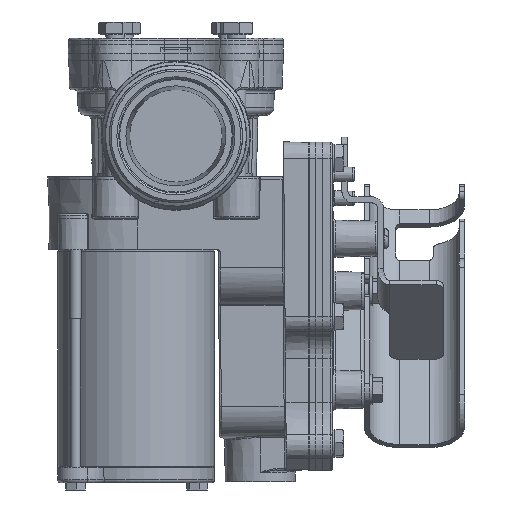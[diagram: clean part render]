
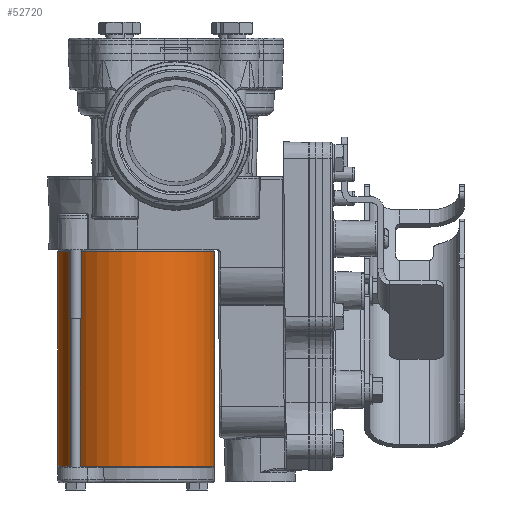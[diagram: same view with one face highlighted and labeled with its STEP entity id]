
A CAD part, front view. The second image highlights one B-rep face of the part: STEP entity #52720.
In plain terms, the highlighted cylindrical face has radius 33.337 mm (diameter 66.675 mm), a full revolution.
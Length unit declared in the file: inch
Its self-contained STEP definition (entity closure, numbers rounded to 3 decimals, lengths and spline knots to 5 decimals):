
#7222=FACE_OUTER_BOUND('',#10292,.T.);
#10292=EDGE_LOOP('',(#44965,#44966,#44967,#44968));
#14437=LINE('',#101960,#18550);
#18550=VECTOR('',#66492,1.3125);
#19942=CIRCLE('',#56137,1.3125);
#19943=CIRCLE('',#56138,1.3125);
#24329=VERTEX_POINT('',#101957);
#24330=VERTEX_POINT('',#101959);
#31333=EDGE_CURVE('',#24329,#24329,#19942,.T.);
#31334=EDGE_CURVE('',#24329,#24330,#14437,.T.);
#31335=EDGE_CURVE('',#24330,#24330,#19943,.T.);
#44965=ORIENTED_EDGE('',*,*,#31333,.T.);
#44966=ORIENTED_EDGE('',*,*,#31334,.T.);
#44967=ORIENTED_EDGE('',*,*,#31335,.F.);
#44968=ORIENTED_EDGE('',*,*,#31334,.F.);
#47401=CYLINDRICAL_SURFACE('',#56136,1.3125);
#52720=ADVANCED_FACE('',(#7222),#47401,.T.);
#56136=AXIS2_PLACEMENT_3D('',#101956,#66488,#66489);
#56137=AXIS2_PLACEMENT_3D('',#101958,#66490,#66491);
#56138=AXIS2_PLACEMENT_3D('',#101961,#66493,#66494);
#66488=DIRECTION('center_axis',(0.,0.,
1.));
#66489=DIRECTION('ref_axis',(-1.,0.004,0.));
#66490=DIRECTION('center_axis',(0.,0.,
-1.));
#66491=DIRECTION('ref_axis',(-1.,0.004,0.));
#66492=DIRECTION('',(0.,0.,-1.));
#66493=DIRECTION('center_axis',(0.,0.,
-1.));
#66494=DIRECTION('ref_axis',(-1.,0.004,0.));
#101956=CARTESIAN_POINT('Origin',(0.,0.,
-6.8295));
#101957=CARTESIAN_POINT('',(1.31249,-0.00521,-3.2155));
#101958=CARTESIAN_POINT('Origin',(0.,0.,
-3.2155));
#101959=CARTESIAN_POINT('',(1.31249,-0.00521,-6.8145));
#101960=CARTESIAN_POINT('',(1.31249,-0.00521,-6.8295));
#101961=CARTESIAN_POINT('Origin',(0.,0.,
-6.8145));
